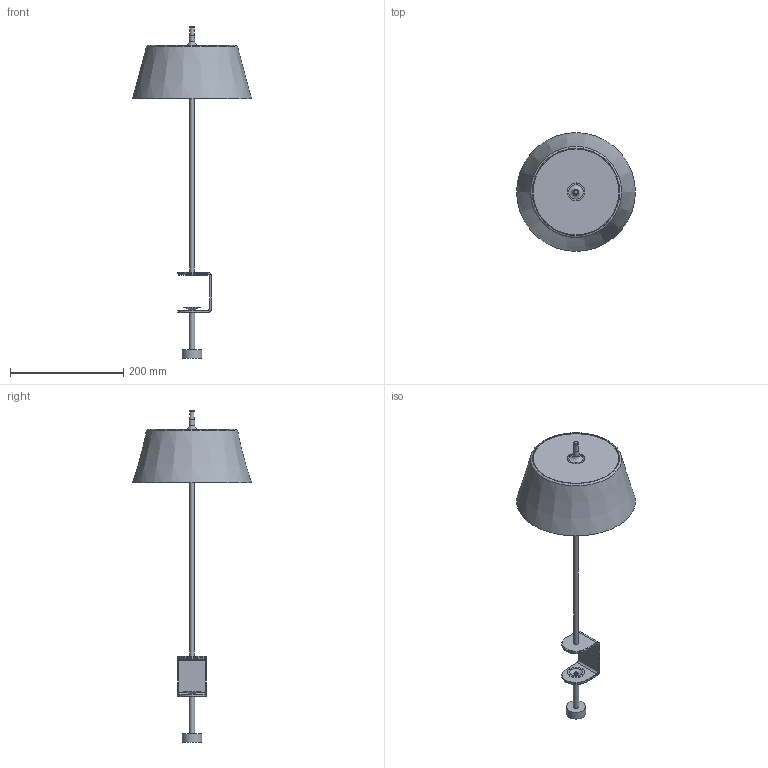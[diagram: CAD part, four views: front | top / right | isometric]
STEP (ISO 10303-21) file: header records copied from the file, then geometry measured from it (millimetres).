
FILE_DESCRIPTION(/* description */ ('This is a sample STEP configuration'),/* implementation_level */ '2;1');
FILE_NAME(/* name */ '135-9003xxxx SIMPLE.ipt_Rev_00.1.stp',/* time_stamp */ '2023-04-26T12:58:18+02:00',/* author */ ('powerJobs'),/* organization */ ('coolOrange'),/* preprocessor_version */ 'ST-DEVELOPER v19.2',/* originating_system */ 'Autodesk Inventor 2023',/* authorisation */ '');
FILE_SCHEMA (('AUTOMOTIVE_DESIGN { 1 0 10303 214 3 1 1 }'));
Length unit declared in the file: millimetre
Products named in the file (1): ENG000025667
Bounding box: 210 x 210 x 586.9 mm (x, y, z)
Volume: 828597 mm3; surface area: 195790 mm2
Topology: 1 solids, 3 shells, 157 faces, 342 edges, 208 vertices
Faces by surface type: plane 59, cylinder 45, cone 43, torus 8, sphere 2
Full cylindrical faces by diameter (mm): 2.459 x1, 2.693 x1, 3 x1, 3.2 x1, 5.6 x1, 8 x1, 10 x1, 11.3 x1, 15 x1, 30 x1, 30.5 x1, 35 x1
Entity records: 4743 total; most frequent: CARTESIAN_POINT 1335, DIRECTION 702, ORIENTED_EDGE 678, EDGE_CURVE 339, AXIS2_PLACEMENT_3D 283, VERTEX_POINT 208, EDGE_LOOP 179, FACE_OUTER_BOUND 157
